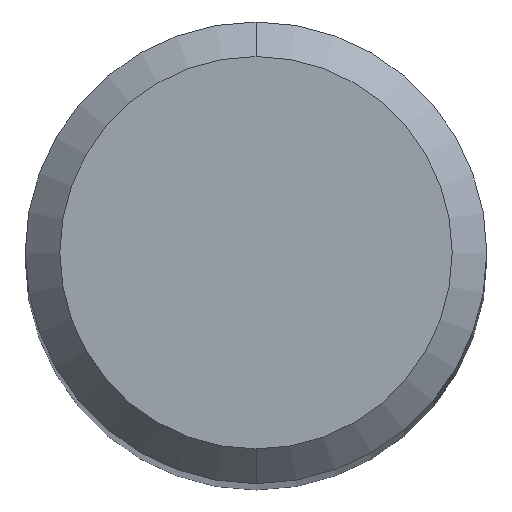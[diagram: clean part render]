
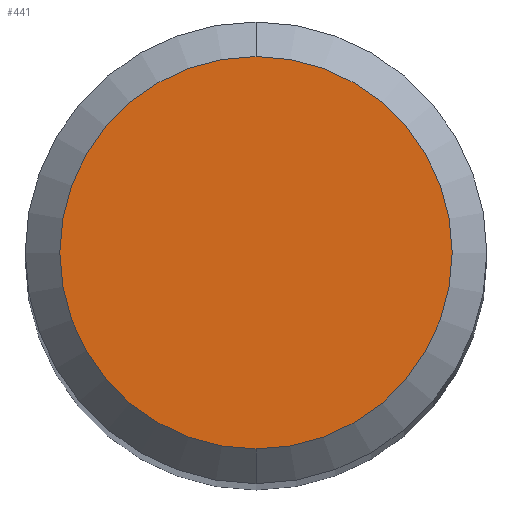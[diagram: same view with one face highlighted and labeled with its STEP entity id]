
A CAD part, top view. The second image highlights one B-rep face of the part: STEP entity #441.
In plain terms, the highlighted planar face has unit normal (0, 0, 1).
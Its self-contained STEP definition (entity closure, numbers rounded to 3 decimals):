
#251=EDGE_CURVE('',#445,#537,#644,.T.);
#391=EDGE_CURVE('',#537,#445,#800,.T.);
#441=ADVANCED_FACE('',(#853),#854,.T.);
#445=VERTEX_POINT('',#858);
#537=VERTEX_POINT('',#962);
#644=CIRCLE('',#1117,1.7);
#800=CIRCLE('',#1385,1.7);
#853=FACE_OUTER_BOUND('',#1498,.T.);
#854=PLANE('',#1499);
#858=CARTESIAN_POINT('',(0.0,1.7,0.0));
#962=CARTESIAN_POINT('',(0.,-1.7,0.0));
#1117=AXIS2_PLACEMENT_3D('',#1833,#1834,#1835);
#1385=AXIS2_PLACEMENT_3D('',#2015,#2016,#2017);
#1498=EDGE_LOOP('',(#2069,#2070));
#1499=AXIS2_PLACEMENT_3D('',#2071,#2072,#2073);
#1833=CARTESIAN_POINT('',(0.0,0.0,0.0));
#1834=DIRECTION('',(0.0,0.0,-1.0));
#1835=DIRECTION('',(0.0,1.0,0.0));
#2015=CARTESIAN_POINT('',(0.0,0.0,0.0));
#2016=DIRECTION('',(0.0,0.0,-1.0));
#2017=DIRECTION('',(0.0,1.0,0.0));
#2069=ORIENTED_EDGE('',*,*,#251,.F.);
#2070=ORIENTED_EDGE('',*,*,#391,.F.);
#2071=CARTESIAN_POINT('',(0.0,0.85,0.0));
#2072=DIRECTION('',(-0.0,0.0,1.0));
#2073=DIRECTION('',(0.0,-1.0,0.0));
